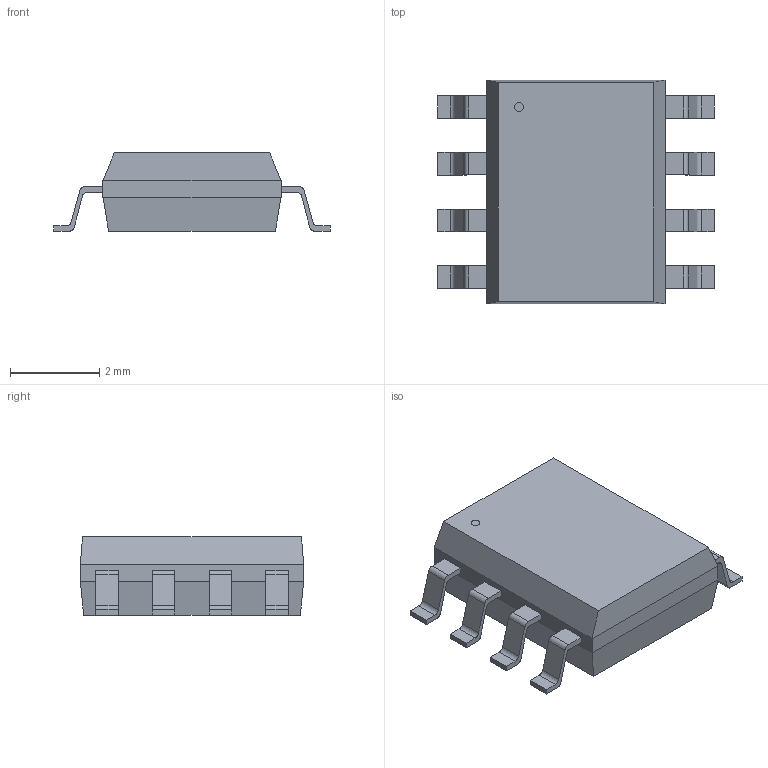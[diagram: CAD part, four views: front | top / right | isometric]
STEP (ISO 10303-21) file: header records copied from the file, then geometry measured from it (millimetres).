
FILE_DESCRIPTION(('STEP AP214'),'1');
FILE_NAME('D8-M','2018-03-27T22:42:02',(''),(''),'','','');
FILE_SCHEMA(('AUTOMOTIVE_DESIGN'));
Length unit declared in the file: millimetre
Products named in the file (1): product
Bounding box: 6.2 x 5 x 1.75 mm (x, y, z)
Volume: 0.8 mm3; surface area: 84.9 mm2
Topology: 9 solids, 23 shells, 129 faces, 347 edges, 250 vertices
Faces by surface type: plane 96, cylinder 33
Full cylindrical faces by diameter (mm): 0.199 x1
Entity records: 4246 total; most frequent: CARTESIAN_POINT 735, DIRECTION 690, ORIENTED_EDGE 636, EDGE_CURVE 346, VERTEX_POINT 306, LINE 280, VECTOR 280, AXIS2_PLACEMENT_3D 205
